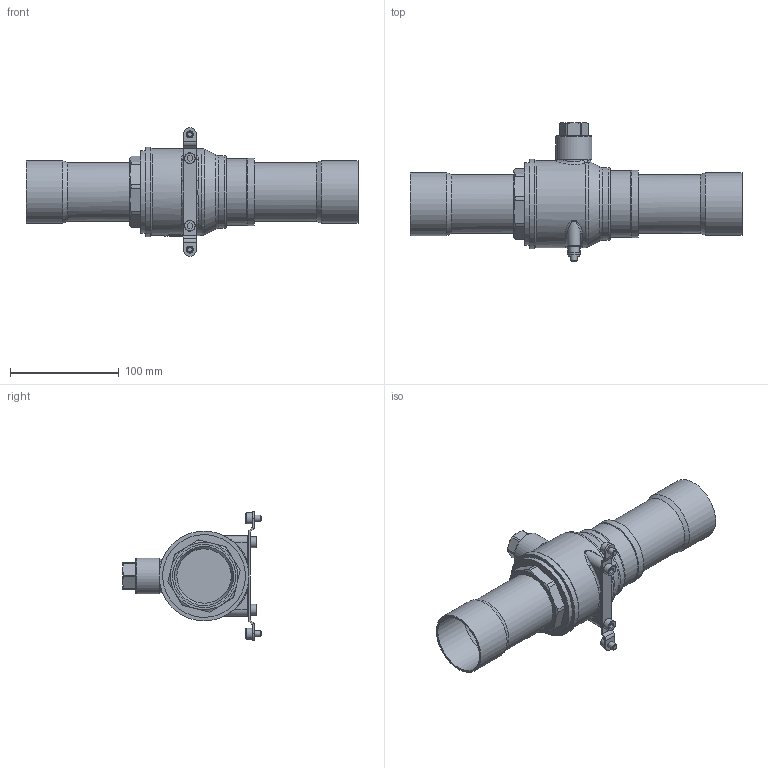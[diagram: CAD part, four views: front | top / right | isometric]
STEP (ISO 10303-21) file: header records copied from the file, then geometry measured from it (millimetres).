
FILE_DESCRIPTION(/* description */ (''),/* implementation_level */ '2;1');
FILE_NAME(/* name */ '009L7029R.stp',/* time_stamp */ '2022-08-24T14:25:28+03:00',/* author */ ('U403152'),/* organization */ (''),/* preprocessor_version */ 'ST-DEVELOPER v18.1',/* originating_system */ 'Autodesk Inventor 2020',/* authorisation */ '');
FILE_SCHEMA (('AUTOMOTIVE_DESIGN { 1 0 10303 214 3 1 1 }'));
Length unit declared in the file: millimetre
Products named in the file (1): Part1
Bounding box: 305.1 x 127.2 x 118 mm (x, y, z)
Volume: 348334.6 mm3; surface area: 131374.6 mm2
Topology: 1 solids, 8 shells, 504 faces, 1353 edges, 908 vertices
Faces by surface type: plane 192, bspline 172, cylinder 84, cone 33, torus 23
Full cylindrical faces by diameter (mm): 5 x2, 6 x4, 6.5 x4, 10 x4, 27 x1, 29.5 x1, 33 x1, 50 x2, 54 x2, 54.2 x2, 57.92 x2, 61 x1, 62 x1, 67 x1, 76 x1, 80 x1, 82.5 x1
Entity records: 26130 total; most frequent: CARTESIAN_POINT 14322, ORIENTED_EDGE 2702, DIRECTION 2054, EDGE_CURVE 1351, VERTEX_POINT 908, AXIS2_PLACEMENT_3D 745, LINE 564, VECTOR 564
